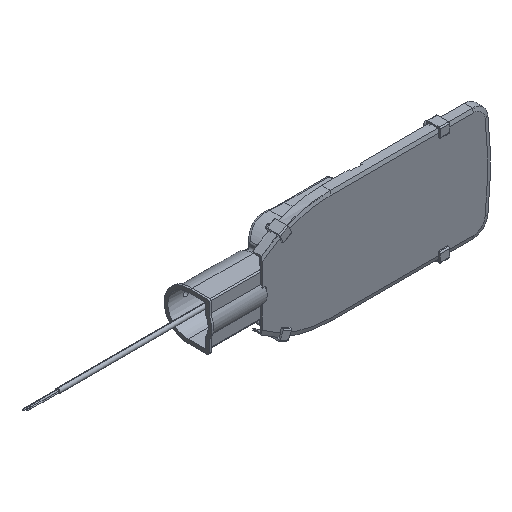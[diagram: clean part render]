
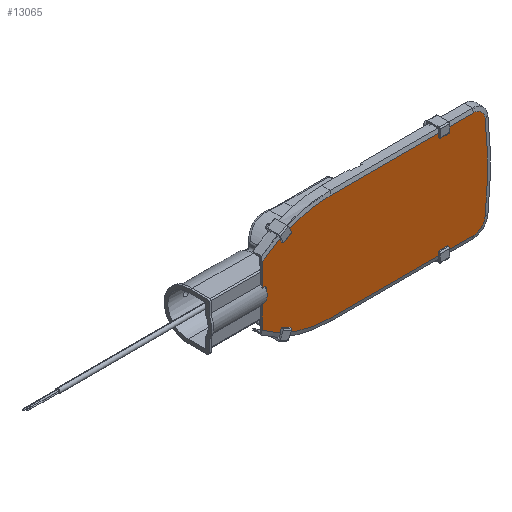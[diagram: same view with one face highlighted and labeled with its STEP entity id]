
A CAD part, isometric view. The second image highlights one B-rep face of the part: STEP entity #13065.
In plain terms, the highlighted planar face has unit normal (0, -1, 0).
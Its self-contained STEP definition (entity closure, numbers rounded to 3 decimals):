
#313 = CARTESIAN_POINT ( 'NONE',  ( -28.69, 0., 85.5 ) ) ;
#594 = CARTESIAN_POINT ( 'NONE',  ( -369., 0., -47.477 ) ) ;
#683 = ORIENTED_EDGE ( 'NONE', *, *, #16010, .F. ) ;
#872 = PLANE ( 'NONE',  #13909 ) ;
#941 = DIRECTION ( 'NONE',  ( 0., 1., 0. ) ) ;
#1795 = DIRECTION ( 'NONE',  ( 1., 0., 0. ) ) ;
#2430 = DIRECTION ( 'NONE',  ( 0., 0., 1. ) ) ;
#3254 = VECTOR ( 'NONE', #15412, 1000. ) ;
#3303 = EDGE_CURVE ( 'NONE', #17327, #4267, #9373, .T. ) ;
#3375 = VERTEX_POINT ( 'NONE', #10267 ) ;
#3697 = LINE ( 'NONE', #17527, #7573 ) ;
#3761 = EDGE_CURVE ( 'NONE', #17284, #18573, #11034, .T. ) ;
#3881 = LINE ( 'NONE', #12908, #4842 ) ;
#3904 = VERTEX_POINT ( 'NONE', #17700 ) ;
#4070 = AXIS2_PLACEMENT_3D ( 'NONE', #13747, #4440, #15805 ) ;
#4253 = EDGE_CURVE ( 'NONE', #10502, #16784, #7631, .T. ) ;
#4258 = LINE ( 'NONE', #17554, #16885 ) ;
#4267 = VERTEX_POINT ( 'NONE', #313 ) ;
#4440 = DIRECTION ( 'NONE',  ( 0., -1., 0. ) ) ;
#4454 = VECTOR ( 'NONE', #17612, 1000. ) ;
#4800 = ORIENTED_EDGE ( 'NONE', *, *, #8345, .T. ) ;
#4842 = VECTOR ( 'NONE', #14333, 1000. ) ;
#4948 = DIRECTION ( 'NONE',  ( 0., 0., 1. ) ) ;
#5601 = AXIS2_PLACEMENT_3D ( 'NONE', #19177, #13158, #17550 ) ;
#5703 = CARTESIAN_POINT ( 'NONE',  ( -28.69, 0., 66.5 ) ) ;
#5737 = ORIENTED_EDGE ( 'NONE', *, *, #8391, .T. ) ;
#6025 = VERTEX_POINT ( 'NONE', #12140 ) ;
#6371 = EDGE_CURVE ( 'NONE', #17148, #6025, #3697, .T. ) ;
#6483 = DIRECTION ( 'NONE',  ( 0., -1., 0. ) ) ;
#6548 = ORIENTED_EDGE ( 'NONE', *, *, #4253, .F. ) ;
#6860 = VECTOR ( 'NONE', #8404, 1000. ) ;
#6987 = DIRECTION ( 'NONE',  ( 0., -1., 0. ) ) ;
#7050 = CARTESIAN_POINT ( 'NONE',  ( -258., 0., 85.5 ) ) ;
#7421 = EDGE_CURVE ( 'NONE', #13463, #10502, #4258, .T. ) ;
#7573 = VECTOR ( 'NONE', #17455, 1000. ) ;
#7631 = LINE ( 'NONE', #15801, #8833 ) ;
#8345 = EDGE_CURVE ( 'NONE', #17096, #16784, #10286, .T. ) ;
#8380 = EDGE_CURVE ( 'NONE', #4267, #17284, #14422, .T. ) ;
#8391 = EDGE_CURVE ( 'NONE', #13463, #17148, #18036, .T. ) ;
#8404 = DIRECTION ( 'NONE',  ( -1., 0., 0. ) ) ;
#8833 = VECTOR ( 'NONE', #1795, 1000. ) ;
#9149 = EDGE_CURVE ( 'NONE', #6025, #3904, #14385, .T. ) ;
#9373 = CIRCLE ( 'NONE', #15810, 19. ) ;
#10122 = DIRECTION ( 'NONE',  ( 0., 0., 1. ) ) ;
#10267 = CARTESIAN_POINT ( 'NONE',  ( -369., 0., 10.794 ) ) ;
#10286 = LINE ( 'NONE', #14712, #4454 ) ;
#10502 = VERTEX_POINT ( 'NONE', #14535 ) ;
#10526 = ORIENTED_EDGE ( 'NONE', *, *, #7421, .F. ) ;
#10853 = EDGE_CURVE ( 'NONE', #3904, #17327, #11624, .T. ) ;
#11034 = CIRCLE ( 'NONE', #18396, 181.031 ) ;
#11477 = CARTESIAN_POINT ( 'NONE',  ( -258., 0., -95.531 ) ) ;
#11551 = ORIENTED_EDGE ( 'NONE', *, *, #9149, .T. ) ;
#11624 = CIRCLE ( 'NONE', #18774, 620. ) ;
#11828 = FACE_OUTER_BOUND ( 'NONE', #17615, .T. ) ;
#12140 = CARTESIAN_POINT ( 'NONE',  ( -28.69, 0., -85.5 ) ) ;
#12466 = CARTESIAN_POINT ( 'NONE',  ( -369., 0., 47.477 ) ) ;
#12633 = CARTESIAN_POINT ( 'NONE',  ( -626., 0., 0. ) ) ;
#12656 = ORIENTED_EDGE ( 'NONE', *, *, #10853, .T. ) ;
#12851 = DIRECTION ( 'NONE',  ( 0., -1., 0. ) ) ;
#12906 = DIRECTION ( 'NONE',  ( 0., 0., 1. ) ) ;
#12908 = CARTESIAN_POINT ( 'NONE',  ( -369., 0., -55. ) ) ;
#12985 = DIRECTION ( 'NONE',  ( 0., 0., 1. ) ) ;
#13065 = ADVANCED_FACE ( 'NONE', ( #11828 ), #872, .F. ) ;
#13158 = DIRECTION ( 'NONE',  ( 0., -1., 0. ) ) ;
#13373 = ORIENTED_EDGE ( 'NONE', *, *, #3761, .T. ) ;
#13463 = VERTEX_POINT ( 'NONE', #594 ) ;
#13747 = CARTESIAN_POINT ( 'NONE',  ( -28.69, 0., -66.5 ) ) ;
#13875 = CARTESIAN_POINT ( 'NONE',  ( -456., 0., 10.794 ) ) ;
#13909 = AXIS2_PLACEMENT_3D ( 'NONE', #11477, #941, #10122 ) ;
#13925 = LINE ( 'NONE', #13875, #3254 ) ;
#14333 = DIRECTION ( 'NONE',  ( 0., 0., 1. ) ) ;
#14385 = CIRCLE ( 'NONE', #4070, 19. ) ;
#14422 = LINE ( 'NONE', #16152, #6860 ) ;
#14531 = ORIENTED_EDGE ( 'NONE', *, *, #8380, .T. ) ;
#14535 = CARTESIAN_POINT ( 'NONE',  ( -369., 0., -10.794 ) ) ;
#14712 = CARTESIAN_POINT ( 'NONE',  ( -363., 0., -10.794 ) ) ;
#15412 = DIRECTION ( 'NONE',  ( -1., 0., 0. ) ) ;
#15801 = CARTESIAN_POINT ( 'NONE',  ( -456., 0., -10.794 ) ) ;
#15805 = DIRECTION ( 'NONE',  ( 0., 0., 1. ) ) ;
#15810 = AXIS2_PLACEMENT_3D ( 'NONE', #5703, #6987, #2430 ) ;
#15936 = ORIENTED_EDGE ( 'NONE', *, *, #3303, .T. ) ;
#16010 = EDGE_CURVE ( 'NONE', #17096, #3375, #13925, .T. ) ;
#16068 = ORIENTED_EDGE ( 'NONE', *, *, #6371, .T. ) ;
#16112 = CARTESIAN_POINT ( 'NONE',  ( -363., 0., 10.794 ) ) ;
#16152 = CARTESIAN_POINT ( 'NONE',  ( -258., 0., 85.5 ) ) ;
#16784 = VERTEX_POINT ( 'NONE', #18268 ) ;
#16885 = VECTOR ( 'NONE', #12906, 1000. ) ;
#17096 = VERTEX_POINT ( 'NONE', #16112 ) ;
#17148 = VERTEX_POINT ( 'NONE', #17576 ) ;
#17284 = VERTEX_POINT ( 'NONE', #7050 ) ;
#17327 = VERTEX_POINT ( 'NONE', #19812 ) ;
#17455 = DIRECTION ( 'NONE',  ( 1., 0., 0. ) ) ;
#17500 = EDGE_CURVE ( 'NONE', #3375, #18573, #3881, .T. ) ;
#17527 = CARTESIAN_POINT ( 'NONE',  ( -258., 0., -85.5 ) ) ;
#17550 = DIRECTION ( 'NONE',  ( 0., 0., 1. ) ) ;
#17554 = CARTESIAN_POINT ( 'NONE',  ( -369., 0., -55. ) ) ;
#17576 = CARTESIAN_POINT ( 'NONE',  ( -258., 0., -85.5 ) ) ;
#17612 = DIRECTION ( 'NONE',  ( 0., 0., -1. ) ) ;
#17615 = EDGE_LOOP ( 'NONE', ( #683, #4800, #6548, #10526, #5737, #16068, #11551, #12656, #15936, #14531, #13373, #19137 ) ) ;
#17632 = CARTESIAN_POINT ( 'NONE',  ( -258., 0., -95.531 ) ) ;
#17700 = CARTESIAN_POINT ( 'NONE',  ( -9.807, 0., -68.602 ) ) ;
#18036 = CIRCLE ( 'NONE', #5601, 181.031 ) ;
#18268 = CARTESIAN_POINT ( 'NONE',  ( -363., 0., -10.794 ) ) ;
#18396 = AXIS2_PLACEMENT_3D ( 'NONE', #17632, #12851, #12985 ) ;
#18573 = VERTEX_POINT ( 'NONE', #12466 ) ;
#18774 = AXIS2_PLACEMENT_3D ( 'NONE', #12633, #6483, #4948 ) ;
#19137 = ORIENTED_EDGE ( 'NONE', *, *, #17500, .F. ) ;
#19177 = CARTESIAN_POINT ( 'NONE',  ( -258., 0., 95.531 ) ) ;
#19812 = CARTESIAN_POINT ( 'NONE',  ( -9.807, 0., 68.602 ) ) ;
